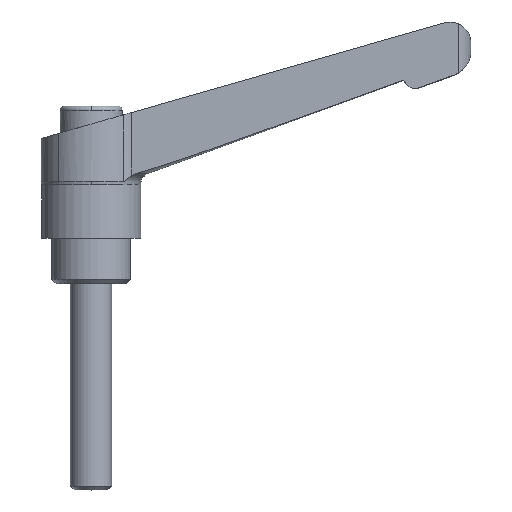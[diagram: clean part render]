
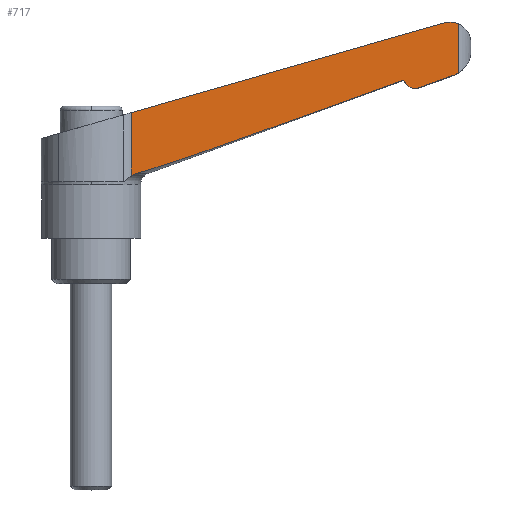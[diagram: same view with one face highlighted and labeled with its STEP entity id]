
A CAD part, top view. The second image highlights one B-rep face of the part: STEP entity #717.
In plain terms, the highlighted planar face has unit normal (0.035, 0, 0.999).
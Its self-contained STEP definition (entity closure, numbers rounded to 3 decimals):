
#311 = VERTEX_POINT( '', #804 );
#363 = EDGE_CURVE( '', #403, #401, #861, .T. );
#401 = VERTEX_POINT( '', #903 );
#403 = VERTEX_POINT( '', #905 );
#429 = EDGE_CURVE( '', #401, #673, #934, .T. );
#489 = VERTEX_POINT( '', #1002 );
#491 = EDGE_CURVE( '', #581, #311, #1004, .T. );
#581 = VERTEX_POINT( '', #1106 );
#583 = VERTEX_POINT( '', #1108 );
#605 = EDGE_CURVE( '', #489, #669, #1130, .T. );
#643 = EDGE_CURVE( '', #669, #403, #1171, .T. );
#651 = EDGE_CURVE( '', #581, #583, #1180, .T. );
#659 = EDGE_CURVE( '', #713, #311, #1188, .T. );
#669 = VERTEX_POINT( '', #1199 );
#673 = VERTEX_POINT( '', #1204 );
#691 = EDGE_CURVE( '', #583, #489, #1223, .T. );
#707 = EDGE_CURVE( '', #713, #673, #1241, .T. );
#713 = VERTEX_POINT( '', #1247 );
#717 = ADVANCED_FACE( '', ( #1251 ), #1252, .F. );
#804 = CARTESIAN_POINT( '', ( 89.079, 62.824, 5.69 ) );
#861 = B_SPLINE_CURVE_WITH_KNOTS( '', 3, ( #1470, #1471, #1472, #1473, #1474, #1475, #1476, #1477 ), .UNSPECIFIED., .F., .F., ( 4, 2, 2, 4 ), ( 6.098, 6.378, 7.098, 7.598 ), .UNSPECIFIED. );
#903 = CARTESIAN_POINT( '', ( 9.729, 26.036, 8.461 ) );
#905 = CARTESIAN_POINT( '', ( 11.158, 26.718, 8.411 ) );
#934 = LINE( '', #1595, #1596 );
#1002 = CARTESIAN_POINT( '', ( 79.617, 47.501, 6.02 ) );
#1004 = LINE( '', #1703, #1704 );
#1106 = CARTESIAN_POINT( '', ( 89.079, 51.09, 5.69 ) );
#1108 = CARTESIAN_POINT( '', ( 87.864, 50.488, 5.732 ) );
#1130 = B_SPLINE_CURVE_WITH_KNOTS( '', 3, ( #1905, #1906, #1907, #1908, #1909, #1910, #1911, #1912, #1913, #1914, #1915, #1916, #1917, #1918, #1919, #1920, #1921, #1922, #1923, #1924 ), .UNSPECIFIED., .F., .F., ( 4, 2, 2, 2, 2, 2, 2, 2, 2, 4 ), ( 3.468, 3.897, 4.456, 5.016, 5.576, 6.135, 6.693, 7.249, 7.805, 7.931 ), .UNSPECIFIED. );
#1171 = ( B_SPLINE_CURVE( 2, ( #1980, #1981, #1982 ), .UNSPECIFIED., .F., .F. )B_SPLINE_CURVE_WITH_KNOTS( ( 3, 3 ), ( 0., 68.465 ), .UNSPECIFIED. )RATIONAL_B_SPLINE_CURVE( ( 1., 1.437, 1. ) )BOUNDED_CURVE(  )REPRESENTATION_ITEM( '' )GEOMETRIC_REPRESENTATION_ITEM(  )CURVE(  ) );
#1180 = B_SPLINE_CURVE_WITH_KNOTS( '', 3, ( #1998, #1999, #2000, #2001, #2002, #2003, #2004, #2005 ), .UNSPECIFIED., .F., .F., ( 4, 2, 2, 4 ), ( 5.64, 6.114, 6.671, 6.934 ), .UNSPECIFIED. );
#1188 = B_SPLINE_CURVE_WITH_KNOTS( '', 3, ( #2015, #2016, #2017, #2018, #2019, #2020, #2021, #2022, #2023, #2024, #2025, #2026 ), .UNSPECIFIED., .F., .F., ( 4, 2, 2, 2, 2, 4 ), ( 20.959, 21.341, 22.273, 23.205, 24.136, 24.506 ), .UNSPECIFIED. );
#1199 = CARTESIAN_POINT( '', ( 75.749, 49.294, 6.156 ) );
#1204 = CARTESIAN_POINT( '', ( 9.729, 41.408, 8.461 ) );
#1223 = ( B_SPLINE_CURVE( 2, ( #2099, #2100, #2101 ), .UNSPECIFIED., .F., .F. )B_SPLINE_CURVE_WITH_KNOTS( ( 3, 3 ), ( 0., 8.776 ), .UNSPECIFIED. )RATIONAL_B_SPLINE_CURVE( ( 1., 1.001, 1. ) )BOUNDED_CURVE(  )REPRESENTATION_ITEM( '' )GEOMETRIC_REPRESENTATION_ITEM(  )CURVE(  ) );
#1241 = LINE( '', #2130, #2131 );
#1247 = CARTESIAN_POINT( '', ( 86.144, 63.321, 5.793 ) );
#1251 = FACE_OUTER_BOUND( '', #2144, .T. );
#1252 = PLANE( '', #2145 );
#1470 = CARTESIAN_POINT( '', ( 11.158, 26.718, 8.411 ) );
#1471 = CARTESIAN_POINT( '', ( 11.063, 26.692, 8.414 ) );
#1472 = CARTESIAN_POINT( '', ( 10.971, 26.663, 8.418 ) );
#1473 = CARTESIAN_POINT( '', ( 10.657, 26.553, 8.429 ) );
#1474 = CARTESIAN_POINT( '', ( 10.415, 26.448, 8.437 ) );
#1475 = CARTESIAN_POINT( '', ( 10.025, 26.236, 8.451 ) );
#1476 = CARTESIAN_POINT( '', ( 9.871, 26.138, 8.456 ) );
#1477 = CARTESIAN_POINT( '', ( 9.729, 26.036, 8.461 ) );
#1595 = CARTESIAN_POINT( '', ( 9.729, 0., 8.461 ) );
#1596 = VECTOR( '', #2400, 1. );
#1703 = CARTESIAN_POINT( '', ( 89.079, 0., 5.69 ) );
#1704 = VECTOR( '', #2504, 1. );
#1905 = CARTESIAN_POINT( '', ( 79.617, 47.501, 6.02 ) );
#1906 = CARTESIAN_POINT( '', ( 79.478, 47.451, 6.025 ) );
#1907 = CARTESIAN_POINT( '', ( 79.327, 47.408, 6.031 ) );
#1908 = CARTESIAN_POINT( '', ( 78.975, 47.338, 6.043 ) );
#1909 = CARTESIAN_POINT( '', ( 78.772, 47.32, 6.05 ) );
#1910 = CARTESIAN_POINT( '', ( 78.398, 47.32, 6.063 ) );
#1911 = CARTESIAN_POINT( '', ( 78.195, 47.338, 6.07 ) );
#1912 = CARTESIAN_POINT( '', ( 77.796, 47.418, 6.084 ) );
#1913 = CARTESIAN_POINT( '', ( 77.6, 47.478, 6.091 ) );
#1914 = CARTESIAN_POINT( '', ( 77.256, 47.621, 6.103 ) );
#1915 = CARTESIAN_POINT( '', ( 77.075, 47.715, 6.109 ) );
#1916 = CARTESIAN_POINT( '', ( 76.737, 47.94, 6.121 ) );
#1917 = CARTESIAN_POINT( '', ( 76.58, 48.07, 6.126 ) );
#1918 = CARTESIAN_POINT( '', ( 76.317, 48.332, 6.136 ) );
#1919 = CARTESIAN_POINT( '', ( 76.187, 48.488, 6.14 ) );
#1920 = CARTESIAN_POINT( '', ( 75.962, 48.824, 6.148 ) );
#1921 = CARTESIAN_POINT( '', ( 75.867, 49.004, 6.151 ) );
#1922 = CARTESIAN_POINT( '', ( 75.78, 49.213, 6.154 ) );
#1923 = CARTESIAN_POINT( '', ( 75.764, 49.253, 6.155 ) );
#1924 = CARTESIAN_POINT( '', ( 75.749, 49.294, 6.156 ) );
#1980 = CARTESIAN_POINT( '', ( 75.749, 49.294, 6.156 ) );
#1981 = CARTESIAN_POINT( '', ( 21.189, 29.557, 8.061 ) );
#1982 = CARTESIAN_POINT( '', ( 11.158, 26.718, 8.411 ) );
#1998 = CARTESIAN_POINT( '', ( 89.079, 51.09, 5.69 ) );
#1999 = CARTESIAN_POINT( '', ( 88.934, 50.997, 5.695 ) );
#2000 = CARTESIAN_POINT( '', ( 88.786, 50.91, 5.7 ) );
#2001 = CARTESIAN_POINT( '', ( 88.462, 50.738, 5.712 ) );
#2002 = CARTESIAN_POINT( '', ( 88.285, 50.656, 5.718 ) );
#2003 = CARTESIAN_POINT( '', ( 88.033, 50.551, 5.727 ) );
#2004 = CARTESIAN_POINT( '', ( 87.95, 50.519, 5.729 ) );
#2005 = CARTESIAN_POINT( '', ( 87.864, 50.488, 5.732 ) );
#2015 = CARTESIAN_POINT( '', ( 85.423, 63.171, 5.818 ) );
#2016 = CARTESIAN_POINT( '', ( 85.555, 63.209, 5.813 ) );
#2017 = CARTESIAN_POINT( '', ( 85.69, 63.241, 5.808 ) );
#2018 = CARTESIAN_POINT( '', ( 86.158, 63.334, 5.792 ) );
#2019 = CARTESIAN_POINT( '', ( 86.497, 63.365, 5.78 ) );
#2020 = CARTESIAN_POINT( '', ( 87.118, 63.365, 5.759 ) );
#2021 = CARTESIAN_POINT( '', ( 87.457, 63.334, 5.747 ) );
#2022 = CARTESIAN_POINT( '', ( 88.121, 63.203, 5.723 ) );
#2023 = CARTESIAN_POINT( '', ( 88.446, 63.101, 5.712 ) );
#2024 = CARTESIAN_POINT( '', ( 88.847, 62.936, 5.698 ) );
#2025 = CARTESIAN_POINT( '', ( 88.963, 62.883, 5.694 ) );
#2026 = CARTESIAN_POINT( '', ( 89.079, 62.824, 5.69 ) );
#2099 = CARTESIAN_POINT( '', ( 87.864, 50.488, 5.732 ) );
#2100 = CARTESIAN_POINT( '', ( 83.539, 48.921, 5.883 ) );
#2101 = CARTESIAN_POINT( '', ( 79.617, 47.501, 6.02 ) );
#2130 = CARTESIAN_POINT( '', ( -7.353, 36.509, 9.057 ) );
#2131 = VECTOR( '', #2752, 1. );
#2144 = EDGE_LOOP( '', ( #2758, #2759, #2760, #2761, #2762, #2763, #2764, #2765, #2766 ) );
#2145 = AXIS2_PLACEMENT_3D( '', #2767, #2768, #2769 );
#2400 = DIRECTION( '', ( 0., 1., 0. ) );
#2504 = DIRECTION( '', ( 0., 1., 0. ) );
#2752 = DIRECTION( '', ( -0.961, -0.275, 0.034 ) );
#2758 = ORIENTED_EDGE( '', *, *, #707, .T. );
#2759 = ORIENTED_EDGE( '', *, *, #429, .F. );
#2760 = ORIENTED_EDGE( '', *, *, #363, .F. );
#2761 = ORIENTED_EDGE( '', *, *, #643, .F. );
#2762 = ORIENTED_EDGE( '', *, *, #605, .F. );
#2763 = ORIENTED_EDGE( '', *, *, #691, .F. );
#2764 = ORIENTED_EDGE( '', *, *, #651, .F. );
#2765 = ORIENTED_EDGE( '', *, *, #491, .T. );
#2766 = ORIENTED_EDGE( '', *, *, #659, .F. );
#2767 = CARTESIAN_POINT( '', ( 9.729, 0., 8.461 ) );
#2768 = DIRECTION( '', ( -0.035, 0., -0.999 ) );
#2769 = DIRECTION( '', ( -0.999, 0., 0.035 ) );
